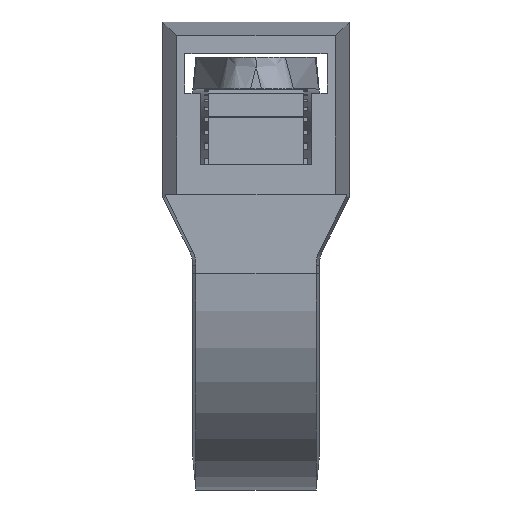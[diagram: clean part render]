
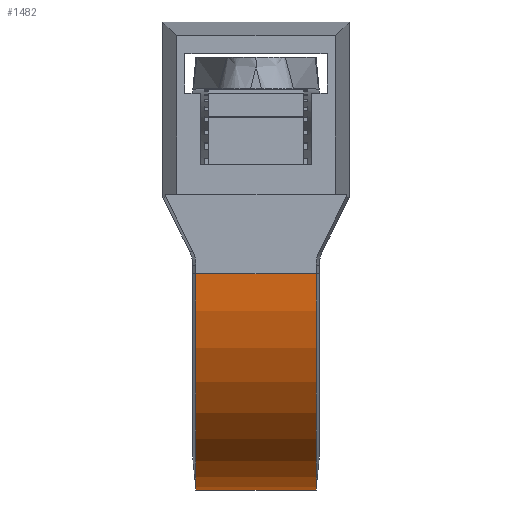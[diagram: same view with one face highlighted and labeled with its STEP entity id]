
A CAD part, top view. The second image highlights one B-rep face of the part: STEP entity #1482.
In plain terms, the highlighted cylindrical face has radius 6.808 mm (diameter 13.617 mm), a partial arc.
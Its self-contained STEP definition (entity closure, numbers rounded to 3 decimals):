
#96 = AXIS2_PLACEMENT_3D ( 'NONE', #10328, #10329, #10330 ) ;
#151 = AXIS2_PLACEMENT_3D ( 'NONE', #3119, #3121, #3123 ) ;
#1195 = CIRCLE ( 'NONE', #96, 6.808 ) ;
#1482 = ADVANCED_FACE ( 'NONE', ( #3834 ), #3664, .T. ) ;
#1781 = VECTOR ( 'NONE', #3112, 1000. ) ;
#1790 = LINE ( 'NONE', #3085, #1801 ) ;
#1801 = VECTOR ( 'NONE', #3074, 1000. ) ;
#1821 = LINE ( 'NONE', #3109, #1781 ) ;
#1824 = CIRCLE ( 'NONE', #151, 6.808 ) ;
#2267 = CARTESIAN_POINT ( 'NONE',  ( -1.891, 7.504, 1. ) ) ;
#2483 = CARTESIAN_POINT ( 'NONE',  ( -1.891, 7.504, -12.617 ) ) ;
#2544 = CARTESIAN_POINT ( 'NONE',  ( 1.891, 7.504, 1. ) ) ;
#2746 = CARTESIAN_POINT ( 'NONE',  ( 1.891, 7.504, -12.617 ) ) ;
#3074 = DIRECTION ( 'NONE',  ( 1., 0., 0. ) ) ;
#3085 = CARTESIAN_POINT ( 'NONE',  ( 0., 7.504, -12.617 ) ) ;
#3109 = CARTESIAN_POINT ( 'NONE',  ( 1.891, 7.504, 1. ) ) ;
#3112 = DIRECTION ( 'NONE',  ( -1., 0., 0. ) ) ;
#3119 = CARTESIAN_POINT ( 'NONE',  ( -1.891, 7.504, -5.808 ) ) ;
#3121 = DIRECTION ( 'NONE',  ( 1., 0., 0. ) ) ;
#3123 = DIRECTION ( 'NONE',  ( 0., 0., -1. ) ) ;
#3664 = CYLINDRICAL_SURFACE ( 'NONE', #8956, 6.808 ) ;
#3834 = FACE_OUTER_BOUND ( 'NONE', #4075, .T. ) ;
#4075 = EDGE_LOOP ( 'NONE', ( #6463, #6460, #6453, #6370 ) ) ;
#5944 = CARTESIAN_POINT ( 'NONE',  ( 0., 7.504, -5.808 ) ) ;
#5967 = DIRECTION ( 'NONE',  ( 1., 0., 0. ) ) ;
#6001 = DIRECTION ( 'NONE',  ( 0., 0., -1. ) ) ;
#6370 = ORIENTED_EDGE ( 'NONE', *, *, #9281, .T. ) ;
#6453 = ORIENTED_EDGE ( 'NONE', *, *, #9203, .F. ) ;
#6460 = ORIENTED_EDGE ( 'NONE', *, *, #9278, .T. ) ;
#6463 = ORIENTED_EDGE ( 'NONE', *, *, #9282, .T. ) ;
#8956 = AXIS2_PLACEMENT_3D ( 'NONE', #5944, #5967, #6001 ) ;
#9203 = EDGE_CURVE ( 'NONE', #9806, #9958, #1195, .T. ) ;
#9278 = EDGE_CURVE ( 'NONE', #9752, #9958, #1790, .T. ) ;
#9281 = EDGE_CURVE ( 'NONE', #9806, #9513, #1821, .T. ) ;
#9282 = EDGE_CURVE ( 'NONE', #9513, #9752, #1824, .T. ) ;
#9513 = VERTEX_POINT ( 'NONE', #2267 ) ;
#9752 = VERTEX_POINT ( 'NONE', #2483 ) ;
#9806 = VERTEX_POINT ( 'NONE', #2544 ) ;
#9958 = VERTEX_POINT ( 'NONE', #2746 ) ;
#10328 = CARTESIAN_POINT ( 'NONE',  ( 1.891, 7.504, -5.808 ) ) ;
#10329 = DIRECTION ( 'NONE',  ( 1., 0., 0. ) ) ;
#10330 = DIRECTION ( 'NONE',  ( 0., 0., -1. ) ) ;
